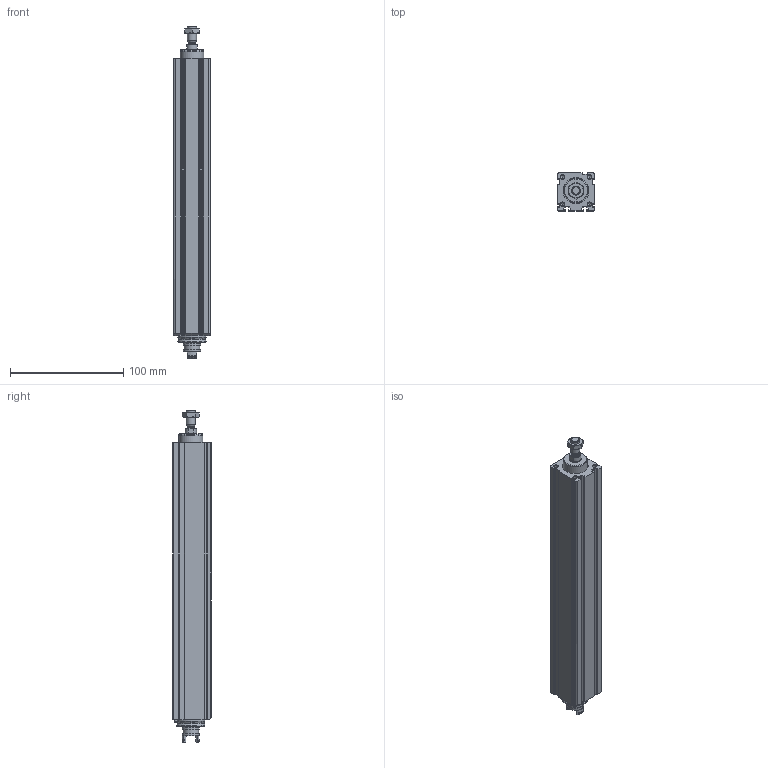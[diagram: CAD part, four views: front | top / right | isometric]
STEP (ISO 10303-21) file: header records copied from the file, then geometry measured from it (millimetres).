
FILE_DESCRIPTION(/* description */ ('STEP AP214'),/* implementation_level */ '2;1');
FILE_NAME(/* name */ '5428839_EPCC-BS-32-175-3P-A',/* time_stamp */ '2024-08-28T03:51:21+02:00',/* author */ ('License CC BY-ND 4.0'),/* organization */ ('CADENAS'),/* preprocessor_version */ 'ST-DEVELOPER v19.3',/* originating_system */ 'PARTsolutions',/* authorisation */ ' ');
FILE_SCHEMA (('AUTOMOTIVE_DESIGN {1 0 10303 214 3 1 1}'));
Length unit declared in the file: millimetre
Products named in the file (8): 5428839 EPCC-BS-32-175-3P-A---(0 high); 5428849 EPCC-BS-32-175---(mechanical highh); 5428849 EPCC-BS-32-175---(mechanical highp); DIN-439-B - M8(F); 340115 M5-ADVU; 8141995 EAMC-15-GB8-D6x9-A; ISO 14579 M3x10(F); DIN-912 - M2x8(F)
Assembly tree (7 placements, depth 2):
  5428839 EPCC-BS-32-175-3P-A---(0 high)
    5428849 EPCC-BS-32-175---(mechanical highh)
    5428849 EPCC-BS-32-175---(mechanical highp)
    DIN-439-B - M8(F)
    340115 M5-ADVU
    8141995 EAMC-15-GB8-D6x9-A
    ISO 14579 M3x10(F)
    DIN-912 - M2x8(F)
Bounding box: 32 x 34 x 293.8 mm (x, y, z)
Volume: 245591 mm3; surface area: 87257.2 mm2
Topology: 7 solids, 7 shells, 300 faces, 728 edges, 464 vertices
Faces by surface type: plane 121, cylinder 111, cone 57, torus 11
Full cylindrical faces by diameter (mm): 1.2 x1, 1.567 x1, 2 x7, 2.459 x1, 2.5 x1, 3 x1, 3.242 x4, 3.8 x1, 3.95 x1, 4.134 x1, 4.2 x1, 5 x1, 5.317 x2, 5.5 x1, 6 x2, 6.647 x1, 8 x1, 10 x1, 10.635 x2, 17 x1, 21.05 x1, 21.12 x1, 21.27 x2, 22.8 x1, 24.8 x1, 25 x1
Entity records: 8540 total; most frequent: CARTESIAN_POINT 1654, DIRECTION 1437, ORIENTED_EDGE 1242, EDGE_CURVE 621, AXIS2_PLACEMENT_3D 578, VERTEX_POINT 453, FACE_BOUND 424, EDGE_LOOP 413
